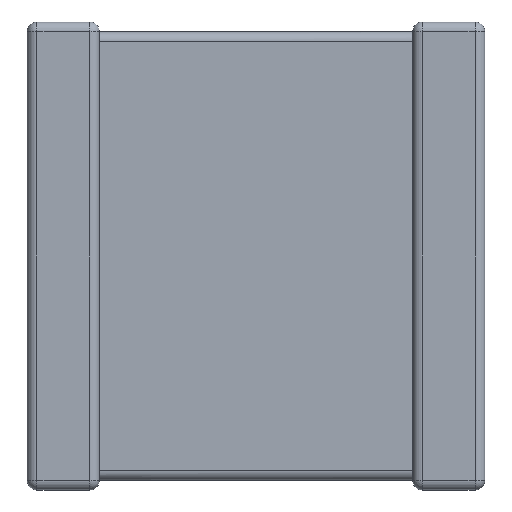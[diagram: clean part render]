
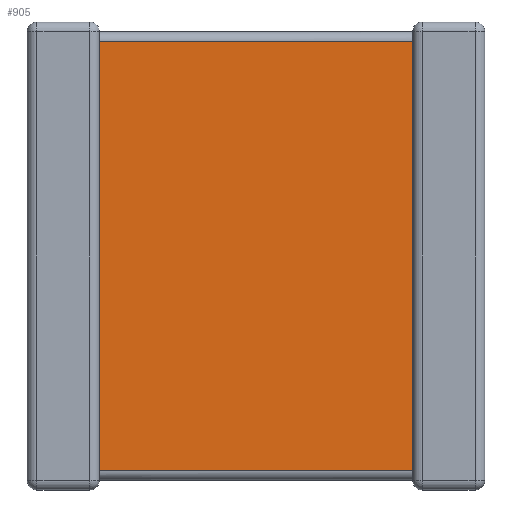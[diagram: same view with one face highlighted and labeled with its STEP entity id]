
A CAD part, front view. The second image highlights one B-rep face of the part: STEP entity #905.
In plain terms, the highlighted planar face has unit normal (0, -1, 0).
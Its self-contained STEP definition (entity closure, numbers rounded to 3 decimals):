
#359 = EDGE_CURVE ( 'NONE', #3595, #1807, #3117, .T. ) ;
#437 = PLANE ( 'NONE',  #1404 ) ;
#533 = VERTEX_POINT ( 'NONE', #1391 ) ;
#850 = DIRECTION ( 'NONE',  ( 1., 0., 0. ) ) ;
#905 = ADVANCED_FACE ( 'NONE', ( #3590 ), #437, .T. ) ;
#1035 = CARTESIAN_POINT ( 'NONE',  ( 5.6, 0.141, -0.283 ) ) ;
#1197 = VERTEX_POINT ( 'NONE', #1035 ) ;
#1298 = EDGE_CURVE ( 'NONE', #3595, #533, #3679, .T. ) ;
#1391 = CARTESIAN_POINT ( 'NONE',  ( 5.6, 0.141, -6.517 ) ) ;
#1404 = AXIS2_PLACEMENT_3D ( 'NONE', #3973, #2310, #3687 ) ;
#1794 = EDGE_CURVE ( 'NONE', #1197, #1807, #3421, .T. ) ;
#1807 = VERTEX_POINT ( 'NONE', #4093 ) ;
#2034 = ORIENTED_EDGE ( 'NONE', *, *, #359, .F. ) ;
#2133 = DIRECTION ( 'NONE',  ( 0., 0., 1. ) ) ;
#2159 = VECTOR ( 'NONE', #4442, 1000. ) ;
#2223 = VECTOR ( 'NONE', #2888, 1000. ) ;
#2310 = DIRECTION ( 'NONE',  ( 0., -1., 0. ) ) ;
#2485 = VECTOR ( 'NONE', #2133, 1000. ) ;
#2691 = EDGE_LOOP ( 'NONE', ( #2034, #4507, #2902, #4379 ) ) ;
#2878 = VECTOR ( 'NONE', #850, 1000. ) ;
#2888 = DIRECTION ( 'NONE',  ( 0., 0., 1. ) ) ;
#2902 = ORIENTED_EDGE ( 'NONE', *, *, #4123, .T. ) ;
#3117 = LINE ( 'NONE', #3831, #2485 ) ;
#3320 = CARTESIAN_POINT ( 'NONE',  ( 5.6, 0.141, -6.517 ) ) ;
#3421 = LINE ( 'NONE', #4377, #2159 ) ;
#3548 = LINE ( 'NONE', #3596, #2223 ) ;
#3590 = FACE_OUTER_BOUND ( 'NONE', #2691, .T. ) ;
#3595 = VERTEX_POINT ( 'NONE', #4499 ) ;
#3596 = CARTESIAN_POINT ( 'NONE',  ( 5.6, 0.141, -6.8 ) ) ;
#3679 = LINE ( 'NONE', #3320, #2878 ) ;
#3687 = DIRECTION ( 'NONE',  ( 0., 0., -1. ) ) ;
#3831 = CARTESIAN_POINT ( 'NONE',  ( 1.05, 0.141, -6.8 ) ) ;
#3973 = CARTESIAN_POINT ( 'NONE',  ( 1.05, 0.141, -6.8 ) ) ;
#4093 = CARTESIAN_POINT ( 'NONE',  ( 1.05, 0.141, -0.283 ) ) ;
#4123 = EDGE_CURVE ( 'NONE', #533, #1197, #3548, .T. ) ;
#4377 = CARTESIAN_POINT ( 'NONE',  ( 1.05, 0.141, -0.283 ) ) ;
#4379 = ORIENTED_EDGE ( 'NONE', *, *, #1794, .T. ) ;
#4442 = DIRECTION ( 'NONE',  ( -1., 0., 0. ) ) ;
#4499 = CARTESIAN_POINT ( 'NONE',  ( 1.05, 0.141, -6.517 ) ) ;
#4507 = ORIENTED_EDGE ( 'NONE', *, *, #1298, .T. ) ;
